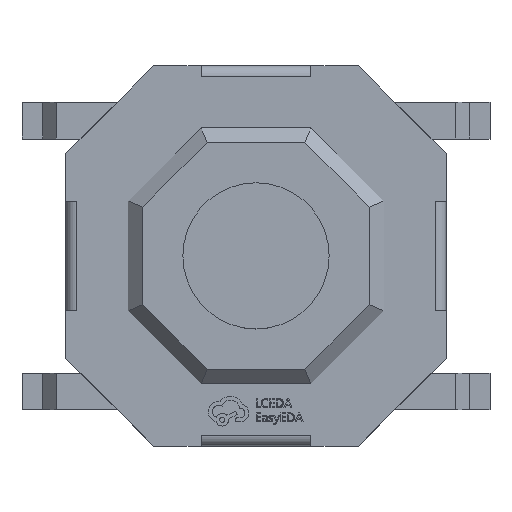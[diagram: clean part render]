
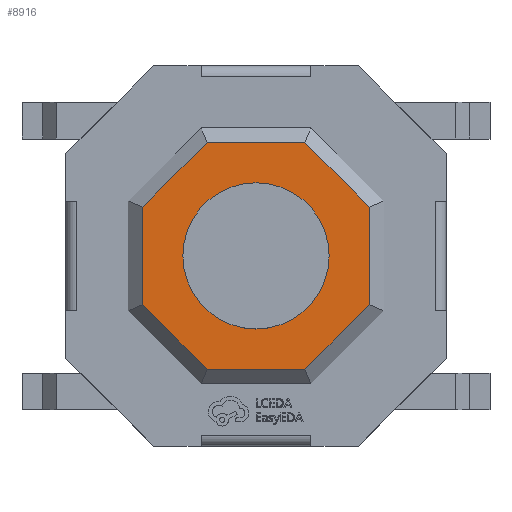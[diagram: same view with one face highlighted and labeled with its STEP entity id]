
A CAD part, top view. The second image highlights one B-rep face of the part: STEP entity #8916.
In plain terms, the highlighted planar face has unit normal (0, 0, 1).
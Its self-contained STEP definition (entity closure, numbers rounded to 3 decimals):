
#442=FACE_OUTER_BOUND('',#926,.T.);
#926=EDGE_LOOP('',(#5620,#5621,#5622,#5623,#5624,#5625,#5626,#5627));
#1458=LINE('',#11957,#2478);
#1459=LINE('',#11959,#2479);
#1460=LINE('',#11961,#2480);
#1461=LINE('',#11963,#2481);
#1462=LINE('',#11965,#2482);
#1463=LINE('',#11967,#2483);
#1464=LINE('',#11969,#2484);
#1465=LINE('',#11970,#2485);
#2478=VECTOR('',#9951,1000.);
#2479=VECTOR('',#9952,1000.);
#2480=VECTOR('',#9953,1000.);
#2481=VECTOR('',#9954,1000.);
#2482=VECTOR('',#9955,1000.);
#2483=VECTOR('',#9956,1000.);
#2484=VECTOR('',#9957,1000.);
#2485=VECTOR('',#9958,1000.);
#3490=VERTEX_POINT('',#11955);
#3491=VERTEX_POINT('',#11956);
#3492=VERTEX_POINT('',#11958);
#3493=VERTEX_POINT('',#11960);
#3494=VERTEX_POINT('',#11962);
#3495=VERTEX_POINT('',#11964);
#3496=VERTEX_POINT('',#11966);
#3497=VERTEX_POINT('',#11968);
#4342=EDGE_CURVE('',#3490,#3491,#1458,.T.);
#4343=EDGE_CURVE('',#3491,#3492,#1459,.T.);
#4344=EDGE_CURVE('',#3492,#3493,#1460,.T.);
#4345=EDGE_CURVE('',#3493,#3494,#1461,.T.);
#4346=EDGE_CURVE('',#3494,#3495,#1462,.T.);
#4347=EDGE_CURVE('',#3495,#3496,#1463,.T.);
#4348=EDGE_CURVE('',#3496,#3497,#1464,.T.);
#4349=EDGE_CURVE('',#3497,#3490,#1465,.T.);
#5620=ORIENTED_EDGE('',*,*,#4342,.T.);
#5621=ORIENTED_EDGE('',*,*,#4343,.T.);
#5622=ORIENTED_EDGE('',*,*,#4344,.T.);
#5623=ORIENTED_EDGE('',*,*,#4345,.T.);
#5624=ORIENTED_EDGE('',*,*,#4346,.T.);
#5625=ORIENTED_EDGE('',*,*,#4347,.T.);
#5626=ORIENTED_EDGE('',*,*,#4348,.T.);
#5627=ORIENTED_EDGE('',*,*,#4349,.T.);
#8136=PLANE('',#9427);
#8916=ADVANCED_FACE('',(#442),#8136,.T.);
#9427=AXIS2_PLACEMENT_3D('',#11954,#9949,#9950);
#9949=DIRECTION('center_axis',(0.,0.,1.));
#9950=DIRECTION('ref_axis',(1.,0.,0.));
#9951=DIRECTION('',(0.,1.,0.));
#9952=DIRECTION('',(-0.707,0.707,0.));
#9953=DIRECTION('',(-1.,0.,0.));
#9954=DIRECTION('',(-0.707,-0.707,0.));
#9955=DIRECTION('',(0.,-1.,0.));
#9956=DIRECTION('',(0.707,-0.707,0.));
#9957=DIRECTION('',(1.,0.,0.));
#9958=DIRECTION('',(0.707,0.707,0.));
#11954=CARTESIAN_POINT('Origin',(0.,0.,0.45));
#11955=CARTESIAN_POINT('',(1.55,-0.667,0.45));
#11956=CARTESIAN_POINT('',(1.55,0.667,0.45));
#11957=CARTESIAN_POINT('',(1.55,0.75,0.45));
#11958=CARTESIAN_POINT('',(0.667,1.55,0.45));
#11959=CARTESIAN_POINT('',(0.609,1.609,0.45));
#11960=CARTESIAN_POINT('',(-0.667,1.55,0.45));
#11961=CARTESIAN_POINT('',(-0.75,1.55,0.45));
#11962=CARTESIAN_POINT('',(-1.55,0.667,0.45));
#11963=CARTESIAN_POINT('',(-1.609,0.609,0.45));
#11964=CARTESIAN_POINT('',(-1.55,-0.667,0.45));
#11965=CARTESIAN_POINT('',(-1.55,-0.75,0.45));
#11966=CARTESIAN_POINT('',(-0.667,-1.55,0.45));
#11967=CARTESIAN_POINT('',(-0.609,-1.609,0.45));
#11968=CARTESIAN_POINT('',(0.667,-1.55,0.45));
#11969=CARTESIAN_POINT('',(0.75,-1.55,0.45));
#11970=CARTESIAN_POINT('',(1.609,-0.609,0.45));
